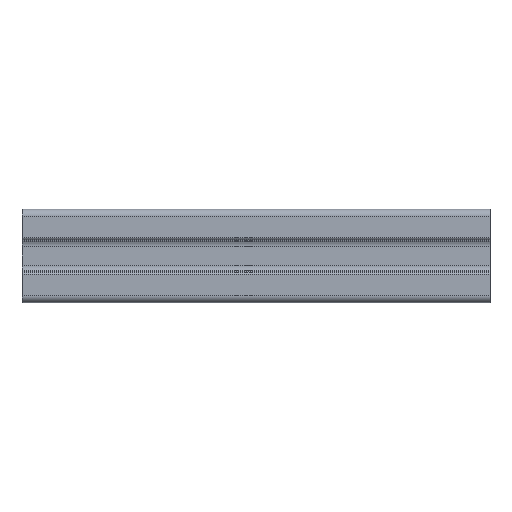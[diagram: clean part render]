
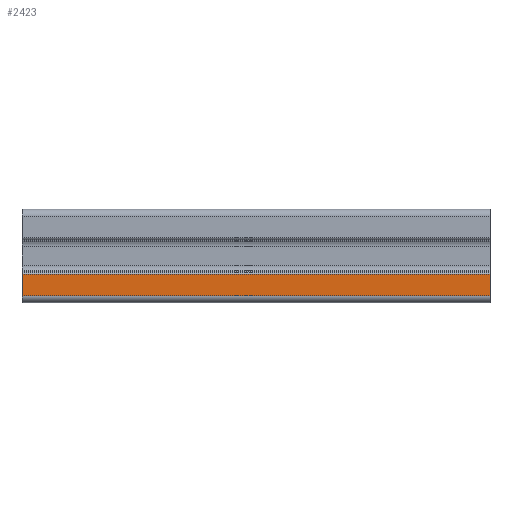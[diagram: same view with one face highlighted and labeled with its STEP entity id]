
A CAD part, front view. The second image highlights one B-rep face of the part: STEP entity #2423.
In plain terms, the highlighted planar face has unit normal (0, -1, 0).
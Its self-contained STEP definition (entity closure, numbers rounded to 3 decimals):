
#25=PLANE('',#2686);
#103=FACE_OUTER_BOUND('',#232,.T.);
#232=EDGE_LOOP('',(#1914,#1915,#1916,#1917));
#351=LINE('',#3607,#604);
#458=LINE('',#4007,#711);
#488=LINE('',#4088,#741);
#489=LINE('',#4090,#742);
#604=VECTOR('',#2845,1000.);
#711=VECTOR('',#3142,1000.);
#741=VECTOR('',#3228,1000.);
#742=VECTOR('',#3231,1000.);
#994=VERTEX_POINT('',#3604);
#995=VERTEX_POINT('',#3606);
#1192=VERTEX_POINT('',#4004);
#1193=VERTEX_POINT('',#4006);
#1244=EDGE_CURVE('',#994,#995,#351,.T.);
#1445=EDGE_CURVE('',#1193,#1192,#458,.T.);
#1488=EDGE_CURVE('',#994,#1193,#488,.T.);
#1489=EDGE_CURVE('',#995,#1192,#489,.T.);
#1914=ORIENTED_EDGE('',*,*,#1445,.T.);
#1915=ORIENTED_EDGE('',*,*,#1489,.F.);
#1916=ORIENTED_EDGE('',*,*,#1244,.F.);
#1917=ORIENTED_EDGE('',*,*,#1488,.T.);
#2423=ADVANCED_FACE('',(#103),#25,.F.);
#2686=AXIS2_PLACEMENT_3D('',#4089,#3229,#3230);
#2845=DIRECTION('',(0.,0.,-1.));
#3142=DIRECTION('',(0.,0.,-1.));
#3228=DIRECTION('',(-1.,0.,0.));
#3229=DIRECTION('center_axis',(0.,1.,0.));
#3230=DIRECTION('ref_axis',(0.,0.,1.));
#3231=DIRECTION('',(-1.,0.,0.));
#3604=CARTESIAN_POINT('',(100.,-10.,-3.9));
#3606=CARTESIAN_POINT('',(100.,-10.,-8.5));
#3607=CARTESIAN_POINT('',(100.,-10.,-3.9));
#4004=CARTESIAN_POINT('',(0.,-10.,-8.5));
#4006=CARTESIAN_POINT('',(0.,-10.,-3.9));
#4007=CARTESIAN_POINT('',(0.,-10.,-3.9));
#4088=CARTESIAN_POINT('',(100.,-10.,-3.9));
#4089=CARTESIAN_POINT('Origin',(100.,-10.,-3.9));
#4090=CARTESIAN_POINT('',(100.,-10.,-8.5));
